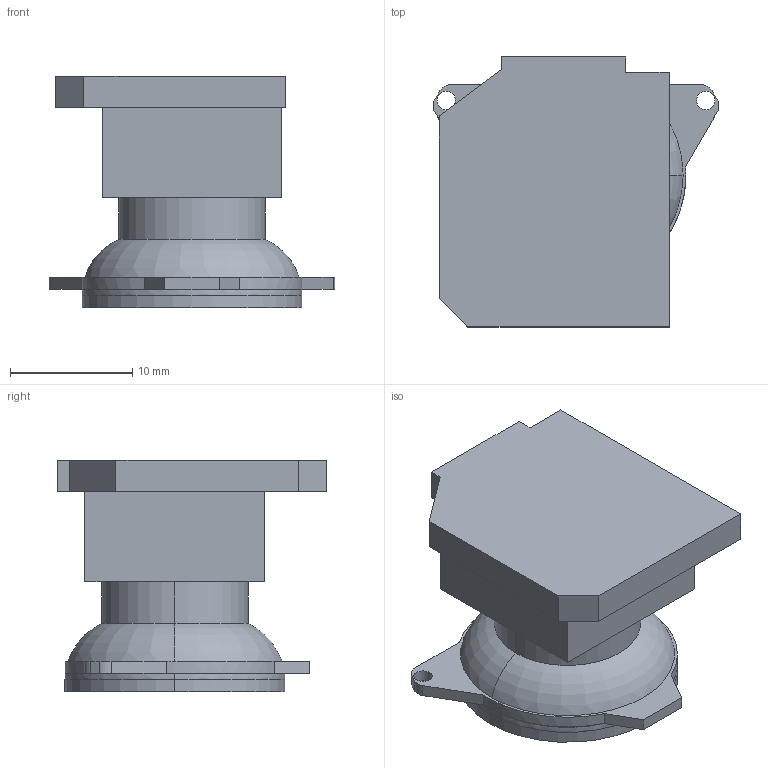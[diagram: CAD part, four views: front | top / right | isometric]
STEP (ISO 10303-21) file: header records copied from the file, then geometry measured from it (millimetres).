
FILE_DESCRIPTION(('CATIA V5 STEP Exchange','CAx-IF Rec.Pracs.--- Model Styling and Organization---1.4--- 2014-01-23','CAx-IF Rec.Pracs.---3D Tessellated Data Validation Properties---0.5---2014-09-14'),'2;1');
FILE_NAME('Go Pro hero 10 bones lens cad.stp','2025-05-27T01:52:05+00:00',('none'),('none'),'CATIA Version 5-6 Release 2019 SP6','CATIA V5 STEP AP242 v1','none');
FILE_SCHEMA(('AP242_MANAGED_MODEL_BASED_3D_ENGINEERING_MIM_LF {1 0 10303 442 1 1 4}'));
Length unit declared in the file: millimetre
Products named in the file (1): goprosensor
Bounding box: 23.38 x 22.1 x 18.94 mm (x, y, z)
Volume: 4269.5 mm3; surface area: 2170.6 mm2
Topology: 1 solids, 1 shells, 47 faces, 127 edges, 86 vertices
Faces by surface type: plane 28, cylinder 15, torus 4
Entity records: 1447 total; most frequent: CARTESIAN_POINT 254, ORIENTED_EDGE 254, DIRECTION 207, EDGE_CURVE 127, AXIS2_PLACEMENT_3D 87, VERTEX_POINT 86, VECTOR 81, LINE 81
